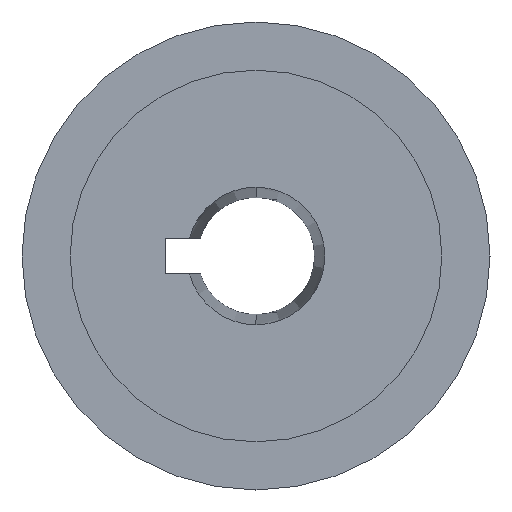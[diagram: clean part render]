
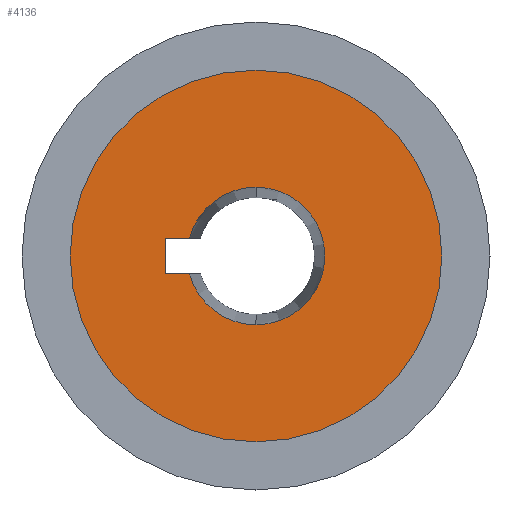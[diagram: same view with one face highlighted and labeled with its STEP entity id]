
A CAD part, left-side view. The second image highlights one B-rep face of the part: STEP entity #4136.
In plain terms, the highlighted planar face has unit normal (-1, 0, 0).
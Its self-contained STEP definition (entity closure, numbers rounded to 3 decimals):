
#54 = CARTESIAN_POINT ( 'NONE',  ( 5.232, 13.093, 2.6 ) ) ;
#306 = CIRCLE ( 'NONE', #1206, 27. ) ;
#459 = DIRECTION ( 'NONE',  ( 0., 0., -1. ) ) ;
#550 = VERTEX_POINT ( 'NONE', #2611 ) ;
#565 = LINE ( 'NONE', #3113, #913 ) ;
#791 = CARTESIAN_POINT ( 'NONE',  ( 5.232, 0., 0. ) ) ;
#826 = EDGE_CURVE ( 'NONE', #5036, #5629, #952, .T. ) ;
#913 = VECTOR ( 'NONE', #3617, 1000. ) ;
#952 = CIRCLE ( 'NONE', #4582, 10. ) ;
#978 = CIRCLE ( 'NONE', #3404, 10. ) ;
#985 = EDGE_LOOP ( 'NONE', ( #4516, #1347 ) ) ;
#1069 = CARTESIAN_POINT ( 'NONE',  ( 5.232, 0., 0. ) ) ;
#1206 = AXIS2_PLACEMENT_3D ( 'NONE', #4418, #2243, #5331 ) ;
#1210 = VERTEX_POINT ( 'NONE', #1524 ) ;
#1236 = DIRECTION ( 'NONE',  ( -1., 0., 0. ) ) ;
#1251 = DIRECTION ( 'NONE',  ( 0., 0., 1. ) ) ;
#1266 = LINE ( 'NONE', #3473, #1804 ) ;
#1290 = AXIS2_PLACEMENT_3D ( 'NONE', #2089, #3003, #2988 ) ;
#1329 = FACE_BOUND ( 'NONE', #3557, .T. ) ;
#1347 = ORIENTED_EDGE ( 'NONE', *, *, #3311, .T. ) ;
#1524 = CARTESIAN_POINT ( 'NONE',  ( 5.232, 0., -27. ) ) ;
#1591 = AXIS2_PLACEMENT_3D ( 'NONE', #4991, #5186, #1251 ) ;
#1804 = VECTOR ( 'NONE', #2100, 1000. ) ;
#2089 = CARTESIAN_POINT ( 'NONE',  ( 5.232, 0., 0. ) ) ;
#2100 = DIRECTION ( 'NONE',  ( 0., 1., 0. ) ) ;
#2185 = CARTESIAN_POINT ( 'NONE',  ( 5.232, 13.093, -2.6 ) ) ;
#2243 = DIRECTION ( 'NONE',  ( -1., 0., 0. ) ) ;
#2501 = ORIENTED_EDGE ( 'NONE', *, *, #4672, .F. ) ;
#2509 = EDGE_CURVE ( 'NONE', #3023, #1210, #3314, .T. ) ;
#2531 = VERTEX_POINT ( 'NONE', #2185 ) ;
#2548 = EDGE_CURVE ( 'NONE', #4455, #3394, #1266, .T. ) ;
#2555 = CIRCLE ( 'NONE', #1290, 10. ) ;
#2611 = CARTESIAN_POINT ( 'NONE',  ( 5.232, 0., 10. ) ) ;
#2624 = EDGE_CURVE ( 'NONE', #3394, #2531, #5034, .T. ) ;
#2659 = ORIENTED_EDGE ( 'NONE', *, *, #826, .F. ) ;
#2694 = CARTESIAN_POINT ( 'NONE',  ( 5.232, 9.656, -2.6 ) ) ;
#2776 = DIRECTION ( 'NONE',  ( -1., 0., 0. ) ) ;
#2786 = PLANE ( 'NONE',  #1591 ) ;
#2939 = CARTESIAN_POINT ( 'NONE',  ( 5.232, 0., 27. ) ) ;
#2988 = DIRECTION ( 'NONE',  ( 0., 0., 1. ) ) ;
#3003 = DIRECTION ( 'NONE',  ( -1., 0., 0. ) ) ;
#3023 = VERTEX_POINT ( 'NONE', #2939 ) ;
#3113 = CARTESIAN_POINT ( 'NONE',  ( 5.232, 13.093, -2.6 ) ) ;
#3209 = AXIS2_PLACEMENT_3D ( 'NONE', #5239, #4311, #4743 ) ;
#3229 = FACE_OUTER_BOUND ( 'NONE', #985, .T. ) ;
#3311 = EDGE_CURVE ( 'NONE', #1210, #3023, #306, .T. ) ;
#3314 = CIRCLE ( 'NONE', #3209, 27. ) ;
#3394 = VERTEX_POINT ( 'NONE', #3549 ) ;
#3404 = AXIS2_PLACEMENT_3D ( 'NONE', #1069, #2776, #3670 ) ;
#3473 = CARTESIAN_POINT ( 'NONE',  ( 5.232, 13.093, 2.6 ) ) ;
#3549 = CARTESIAN_POINT ( 'NONE',  ( 5.232, 13.093, 2.6 ) ) ;
#3557 = EDGE_LOOP ( 'NONE', ( #5546, #3602, #2501, #5222, #2659, #3833 ) ) ;
#3602 = ORIENTED_EDGE ( 'NONE', *, *, #2548, .F. ) ;
#3617 = DIRECTION ( 'NONE',  ( 0., -1., 0. ) ) ;
#3670 = DIRECTION ( 'NONE',  ( 0., 0., 1. ) ) ;
#3833 = ORIENTED_EDGE ( 'NONE', *, *, #4404, .F. ) ;
#4038 = CARTESIAN_POINT ( 'NONE',  ( 5.232, 9.656, 2.6 ) ) ;
#4098 = CARTESIAN_POINT ( 'NONE',  ( 5.232, 0., -10. ) ) ;
#4136 = ADVANCED_FACE ( 'NONE', ( #3229, #1329 ), #2786, .T. ) ;
#4137 = VECTOR ( 'NONE', #459, 1000. ) ;
#4160 = EDGE_CURVE ( 'NONE', #5629, #550, #2555, .T. ) ;
#4311 = DIRECTION ( 'NONE',  ( -1., 0., 0. ) ) ;
#4404 = EDGE_CURVE ( 'NONE', #2531, #5036, #565, .T. ) ;
#4418 = CARTESIAN_POINT ( 'NONE',  ( 5.232, 0., 0. ) ) ;
#4455 = VERTEX_POINT ( 'NONE', #4038 ) ;
#4516 = ORIENTED_EDGE ( 'NONE', *, *, #2509, .T. ) ;
#4582 = AXIS2_PLACEMENT_3D ( 'NONE', #791, #1236, #4732 ) ;
#4672 = EDGE_CURVE ( 'NONE', #550, #4455, #978, .T. ) ;
#4732 = DIRECTION ( 'NONE',  ( 0., 0., 1. ) ) ;
#4743 = DIRECTION ( 'NONE',  ( 0., 0., 1. ) ) ;
#4991 = CARTESIAN_POINT ( 'NONE',  ( 5.232, 0., 0. ) ) ;
#5034 = LINE ( 'NONE', #54, #4137 ) ;
#5036 = VERTEX_POINT ( 'NONE', #2694 ) ;
#5186 = DIRECTION ( 'NONE',  ( -1., 0., 0. ) ) ;
#5222 = ORIENTED_EDGE ( 'NONE', *, *, #4160, .F. ) ;
#5239 = CARTESIAN_POINT ( 'NONE',  ( 5.232, 0., 0. ) ) ;
#5331 = DIRECTION ( 'NONE',  ( 0., 0., 1. ) ) ;
#5546 = ORIENTED_EDGE ( 'NONE', *, *, #2624, .F. ) ;
#5629 = VERTEX_POINT ( 'NONE', #4098 ) ;
